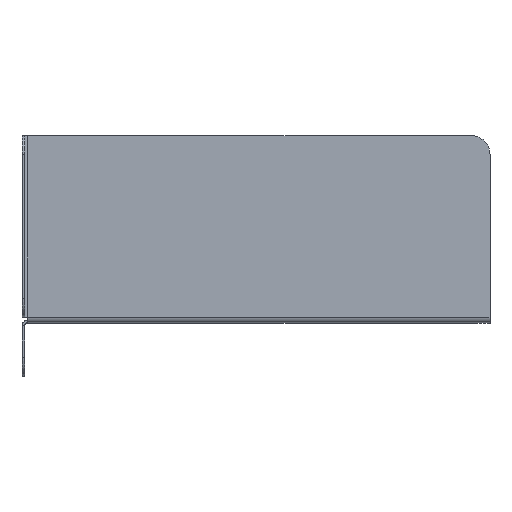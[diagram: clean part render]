
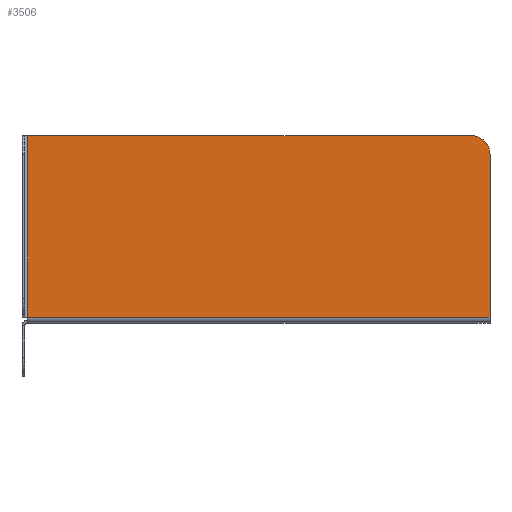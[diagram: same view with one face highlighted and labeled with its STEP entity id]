
A CAD part, top view. The second image highlights one B-rep face of the part: STEP entity #3506.
In plain terms, the highlighted planar face has unit normal (0, 0, 1).
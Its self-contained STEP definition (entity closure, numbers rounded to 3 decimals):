
#359=LINE('',#5753,#691);
#425=LINE('',#5958,#757);
#426=LINE('',#5966,#758);
#427=LINE('',#5967,#759);
#691=VECTOR('',#4704,10.);
#757=VECTOR('',#4924,10.);
#758=VECTOR('',#4937,10.);
#759=VECTOR('',#4938,10.);
#974=FACE_OUTER_BOUND('',#1190,.T.);
#1190=EDGE_LOOP('',(#3182,#3183,#3184,#3185,#3186));
#1327=CIRCLE('',#3804,10.);
#1629=VERTEX_POINT('',#5745);
#1630=VERTEX_POINT('',#5746);
#1631=VERTEX_POINT('',#5751);
#1693=VERTEX_POINT('',#5951);
#1694=VERTEX_POINT('',#5965);
#2083=EDGE_CURVE('',#1629,#1630,#1327,.T.);
#2087=EDGE_CURVE('',#1631,#1629,#359,.T.);
#2189=EDGE_CURVE('',#1631,#1693,#425,.T.);
#2193=EDGE_CURVE('',#1693,#1694,#426,.T.);
#2194=EDGE_CURVE('',#1630,#1694,#427,.T.);
#3182=ORIENTED_EDGE('',*,*,#2083,.F.);
#3183=ORIENTED_EDGE('',*,*,#2087,.F.);
#3184=ORIENTED_EDGE('',*,*,#2189,.T.);
#3185=ORIENTED_EDGE('',*,*,#2193,.T.);
#3186=ORIENTED_EDGE('',*,*,#2194,.F.);
#3308=PLANE('',#3888);
#3506=ADVANCED_FACE('',(#974),#3308,.F.);
#3804=AXIS2_PLACEMENT_3D('',#5747,#4697,#4698);
#3888=AXIS2_PLACEMENT_3D('',#5964,#4935,#4936);
#4697=DIRECTION('center_axis',(0.,0.,
-1.));
#4698=DIRECTION('ref_axis',(0.707,0.707,0.));
#4704=DIRECTION('',(1.,0.,0.));
#4924=DIRECTION('',(0.,-1.,0.));
#4935=DIRECTION('center_axis',(0.,0.,
-1.));
#4936=DIRECTION('ref_axis',(0.,1.,0.));
#4937=DIRECTION('',(1.,0.,0.));
#4938=DIRECTION('',(0.,-1.,0.));
#5745=CARTESIAN_POINT('',(-10.,100.,1.5));
#5746=CARTESIAN_POINT('',(0.,90.,1.5));
#5747=CARTESIAN_POINT('Origin',(-10.,90.,1.5));
#5751=CARTESIAN_POINT('',(-247.,100.,1.5));
#5753=CARTESIAN_POINT('',(-250.,100.,1.5));
#5951=CARTESIAN_POINT('',(-247.,3.,1.5));
#5958=CARTESIAN_POINT('',(-247.,26.451,1.5));
#5964=CARTESIAN_POINT('Origin',(-125.,49.901,1.5));
#5965=CARTESIAN_POINT('',(0.,3.,1.5));
#5966=CARTESIAN_POINT('',(-125.,3.,1.5));
#5967=CARTESIAN_POINT('',(0.,-0.197,1.5));
